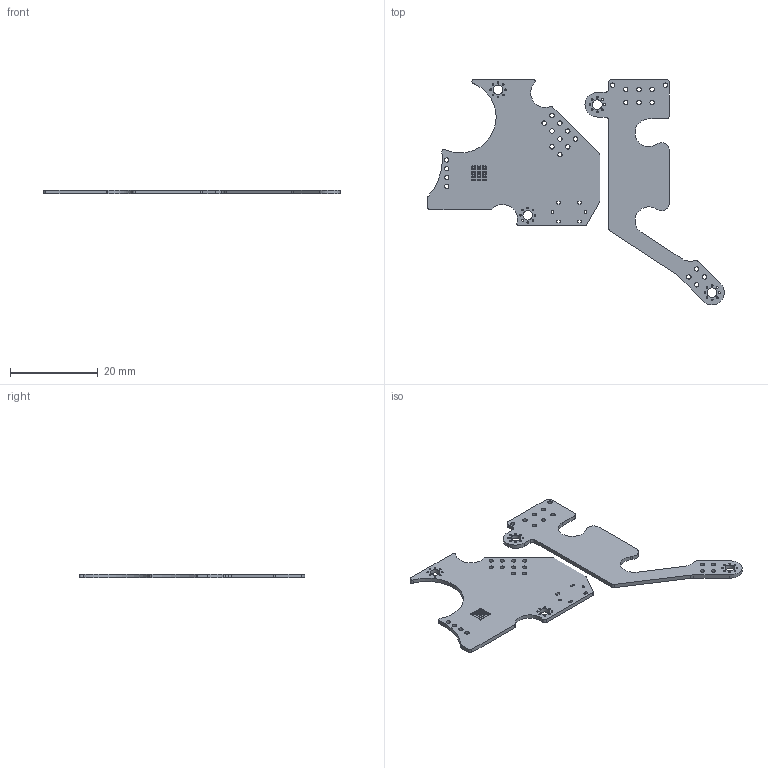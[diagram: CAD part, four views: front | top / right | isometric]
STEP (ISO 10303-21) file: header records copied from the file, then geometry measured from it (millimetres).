
FILE_DESCRIPTION(('KiCad electronic assembly'),'2;1');
FILE_NAME('Vortac_Panel_export.step','2025-05-22T23:06:05',('Pcbnew'),( 'Kicad'),'Open CASCADE STEP processor 7.8','KiCad to STEP converter' ,'Unknown');
FILE_SCHEMA(('AUTOMOTIVE_DESIGN { 1 0 10303 214 1 1 1 1 }'));
Length unit declared in the file: millimetre
Products named in the file (3): Vortac_Panel_export 1; Vortac_Panel_PCB_1; Vortac_Panel_PCB_2
Assembly tree (2 placements, depth 2):
  Vortac_Panel_export 1
    Vortac_Panel_PCB_1
    Vortac_Panel_PCB_2
Bounding box: 67.49 x 51.34 x 0.91 mm (x, y, z)
Volume: 1191.1 mm3; surface area: 3077.2 mm2
Topology: 2 solids, 2 shells, 175 faces, 513 edges, 342 vertices
Faces by surface type: cylinder 138, plane 37
Full cylindrical faces by diameter (mm): 0.3 x36, 0.4 x32, 0.6 x2, 1 x26, 2.2 x4
Entity records: 6440 total; most frequent: DIRECTION 1145, CARTESIAN_POINT 1033, ORIENTED_EDGE 1026, EDGE_CURVE 513, AXIS2_PLACEMENT_3D 454, FACE_BOUND 383, EDGE_LOOP 383, VERTEX_POINT 342
